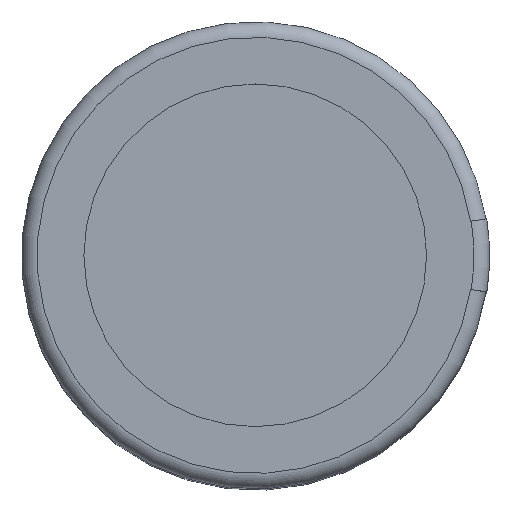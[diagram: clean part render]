
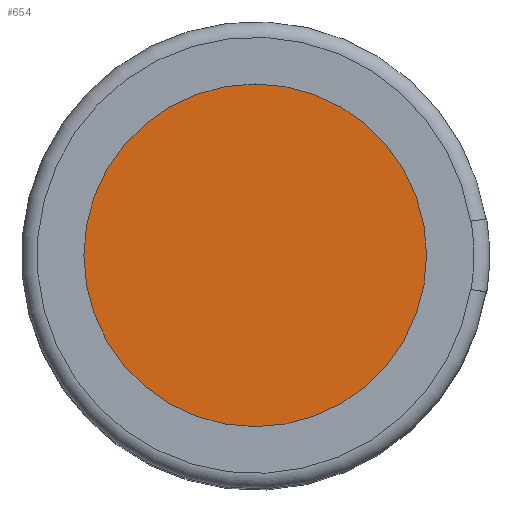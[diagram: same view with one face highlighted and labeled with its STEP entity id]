
A CAD part, top view. The second image highlights one B-rep face of the part: STEP entity #654.
In plain terms, the highlighted planar face has unit normal (0, 0, 1).
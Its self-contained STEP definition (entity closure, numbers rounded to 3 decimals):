
#32=PLANE('',#701);
#54=FACE_OUTER_BOUND('',#93,.T.);
#93=EDGE_LOOP('',(#434));
#215=CIRCLE('',#699,4.583);
#269=VERTEX_POINT('',#1026);
#333=EDGE_CURVE('',#269,#269,#215,.T.);
#434=ORIENTED_EDGE('',*,*,#333,.F.);
#654=ADVANCED_FACE('',(#54),#32,.F.);
#699=AXIS2_PLACEMENT_3D('',#1027,#805,#806);
#701=AXIS2_PLACEMENT_3D('',#1031,#810,#811);
#805=DIRECTION('center_axis',(0.,0.,-1.));
#806=DIRECTION('ref_axis',(1.,0.,0.));
#810=DIRECTION('center_axis',(0.,0.,-1.));
#811=DIRECTION('ref_axis',(-1.,0.,0.));
#1026=CARTESIAN_POINT('',(-4.583,0.,19.9));
#1027=CARTESIAN_POINT('Origin',(0.,0.,19.9));
#1031=CARTESIAN_POINT('Origin',(0.,0.,19.9));
